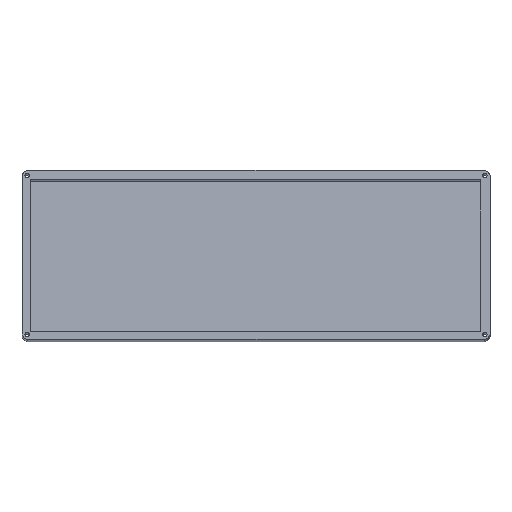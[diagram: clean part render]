
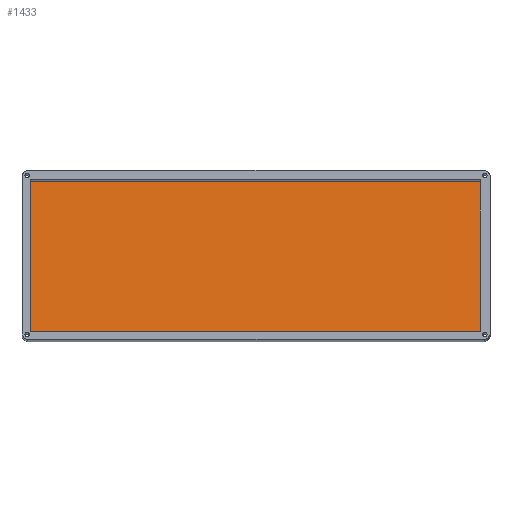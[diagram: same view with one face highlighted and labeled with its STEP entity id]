
A CAD part, top view. The second image highlights one B-rep face of the part: STEP entity #1433.
In plain terms, the highlighted planar face has unit normal (0, 0.104, 0.995).
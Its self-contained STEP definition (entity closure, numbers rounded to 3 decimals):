
#871 = VERTEX_POINT('',#872);
#872 = CARTESIAN_POINT('',(6.5,126.539,7.746));
#878 = EDGE_CURVE('',#879,#871,#881,.T.);
#879 = VERTEX_POINT('',#880);
#880 = CARTESIAN_POINT('',(361.5,126.539,7.746));
#881 = LINE('',#882,#883);
#882 = CARTESIAN_POINT('',(361.5,126.539,7.746));
#883 = VECTOR('',#884,1.);
#884 = DIRECTION('',(-1.,0.,0.));
#902 = EDGE_CURVE('',#871,#903,#905,.T.);
#903 = VERTEX_POINT('',#904);
#904 = CARTESIAN_POINT('',(6.5,7.196,20.289));
#905 = LINE('',#906,#907);
#906 = CARTESIAN_POINT('',(6.5,126.539,7.746));
#907 = VECTOR('',#908,1.);
#908 = DIRECTION('',(0.,-0.995,0.105)
  );
#960 = EDGE_CURVE('',#879,#961,#963,.T.);
#961 = VERTEX_POINT('',#962);
#962 = CARTESIAN_POINT('',(361.5,7.196,20.289));
#963 = LINE('',#964,#965);
#964 = CARTESIAN_POINT('',(361.5,126.539,7.746));
#965 = VECTOR('',#966,1.);
#966 = DIRECTION('',(0.,-0.995,0.105)
  );
#996 = EDGE_CURVE('',#961,#903,#997,.T.);
#997 = LINE('',#998,#999);
#998 = CARTESIAN_POINT('',(361.5,7.196,20.289));
#999 = VECTOR('',#1000,1.);
#1000 = DIRECTION('',(-1.,0.,0.));
#1433 = ADVANCED_FACE('',(#1434),#1440,.T.);
#1434 = FACE_BOUND('',#1435,.T.);
#1435 = EDGE_LOOP('',(#1436,#1437,#1438,#1439));
#1436 = ORIENTED_EDGE('',*,*,#960,.F.);
#1437 = ORIENTED_EDGE('',*,*,#878,.T.);
#1438 = ORIENTED_EDGE('',*,*,#902,.T.);
#1439 = ORIENTED_EDGE('',*,*,#996,.F.);
#1440 = PLANE('',#1441);
#1441 = AXIS2_PLACEMENT_3D('',#1442,#1443,#1444);
#1442 = CARTESIAN_POINT('',(361.5,126.539,7.746));
#1443 = DIRECTION('',(0.,0.105,0.995)
  );
#1444 = DIRECTION('',(-1.,0.,0.));
